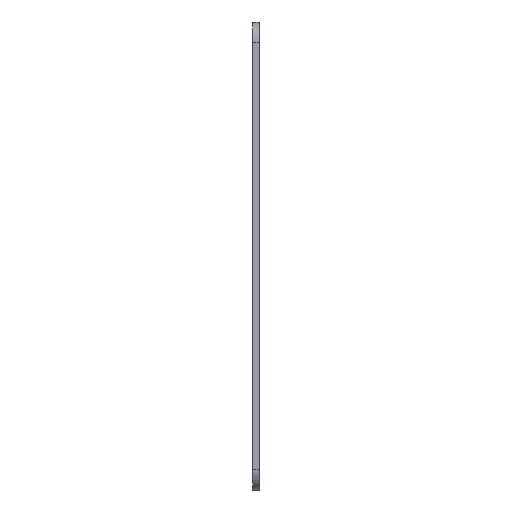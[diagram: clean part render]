
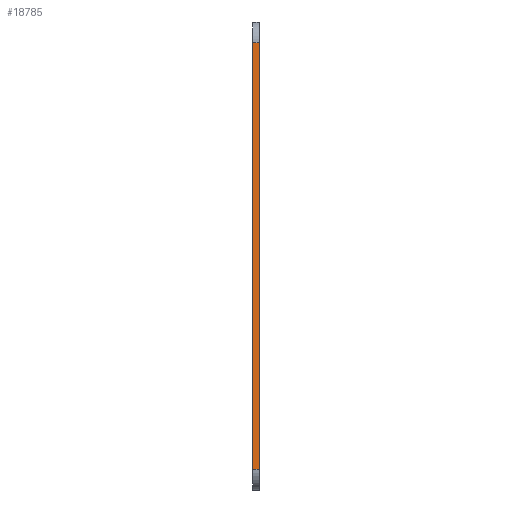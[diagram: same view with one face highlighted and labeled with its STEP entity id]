
A CAD part, left-side view. The second image highlights one B-rep face of the part: STEP entity #18785.
In plain terms, the highlighted planar face has unit normal (-1, 0, 0).
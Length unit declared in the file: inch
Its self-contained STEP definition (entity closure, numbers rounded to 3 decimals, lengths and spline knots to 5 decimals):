
#288 = VECTOR ( 'NONE', #12092, 39.37008 ) ;
#635 = LINE ( 'NONE', #11375, #11764 ) ;
#983 = LINE ( 'NONE', #22320, #18023 ) ;
#1663 = ORIENTED_EDGE ( 'NONE', *, *, #15212, .T. ) ;
#3476 = VERTEX_POINT ( 'NONE', #19621 ) ;
#3714 = CARTESIAN_POINT ( 'NONE',  ( 0., -0.0625, -0.1875 ) ) ;
#5947 = CARTESIAN_POINT ( 'NONE',  ( 0., 0., -0.1875 ) ) ;
#6901 = DIRECTION ( 'NONE',  ( 0., -1., 0. ) ) ;
#7050 = ORIENTED_EDGE ( 'NONE', *, *, #18202, .T. ) ;
#7385 = CARTESIAN_POINT ( 'NONE',  ( 0., 0., -4.01776 ) ) ;
#8088 = EDGE_LOOP ( 'NONE', ( #7050, #1663, #11540, #8271 ) ) ;
#8271 = ORIENTED_EDGE ( 'NONE', *, *, #11329, .T. ) ;
#8500 = AXIS2_PLACEMENT_3D ( 'NONE', #18892, #25563, #12282 ) ;
#9045 = CARTESIAN_POINT ( 'NONE',  ( 0., -0.0625, -0.1875 ) ) ;
#9409 = VERTEX_POINT ( 'NONE', #7385 ) ;
#10058 = PLANE ( 'NONE',  #8500 ) ;
#11329 = EDGE_CURVE ( 'NONE', #9409, #3476, #635, .T. ) ;
#11375 = CARTESIAN_POINT ( 'NONE',  ( 0., -0.0625, -4.01776 ) ) ;
#11540 = ORIENTED_EDGE ( 'NONE', *, *, #22213, .F. ) ;
#11764 = VECTOR ( 'NONE', #6901, 39.37008 ) ;
#12092 = DIRECTION ( 'NONE',  ( 0., 0., 1. ) ) ;
#12282 = DIRECTION ( 'NONE',  ( 0., 0., 1. ) ) ;
#14798 = FACE_OUTER_BOUND ( 'NONE', #8088, .T. ) ;
#15212 = EDGE_CURVE ( 'NONE', #15447, #27697, #21312, .T. ) ;
#15447 = VERTEX_POINT ( 'NONE', #9045 ) ;
#18023 = VECTOR ( 'NONE', #24538, 39.37008 ) ;
#18202 = EDGE_CURVE ( 'NONE', #3476, #15447, #21828, .T. ) ;
#18785 = ADVANCED_FACE ( 'NONE', ( #14798 ), #10058, .T. ) ;
#18892 = CARTESIAN_POINT ( 'NONE',  ( 0., -0.0625, 0. ) ) ;
#19621 = CARTESIAN_POINT ( 'NONE',  ( 0., -0.0625, -4.01776 ) ) ;
#21312 = LINE ( 'NONE', #3714, #27213 ) ;
#21828 = LINE ( 'NONE', #25381, #288 ) ;
#22213 = EDGE_CURVE ( 'NONE', #9409, #27697, #983, .T. ) ;
#22320 = CARTESIAN_POINT ( 'NONE',  ( 0., 0., 0. ) ) ;
#24538 = DIRECTION ( 'NONE',  ( 0., 0., 1. ) ) ;
#25381 = CARTESIAN_POINT ( 'NONE',  ( 0., -0.0625, 0. ) ) ;
#25563 = DIRECTION ( 'NONE',  ( -1., 0., 0. ) ) ;
#27213 = VECTOR ( 'NONE', #28085, 39.37008 ) ;
#27697 = VERTEX_POINT ( 'NONE', #5947 ) ;
#28085 = DIRECTION ( 'NONE',  ( 0., 1., 0. ) ) ;
